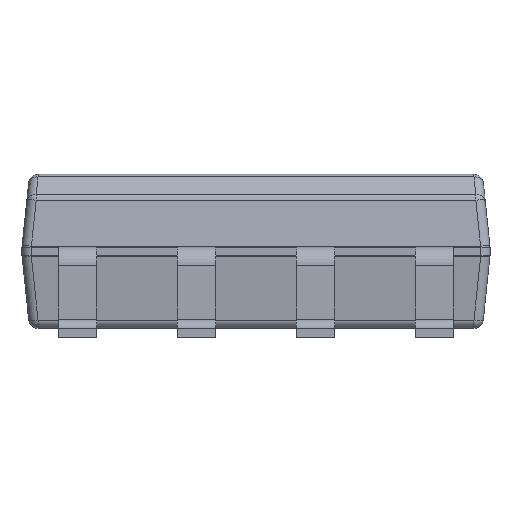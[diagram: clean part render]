
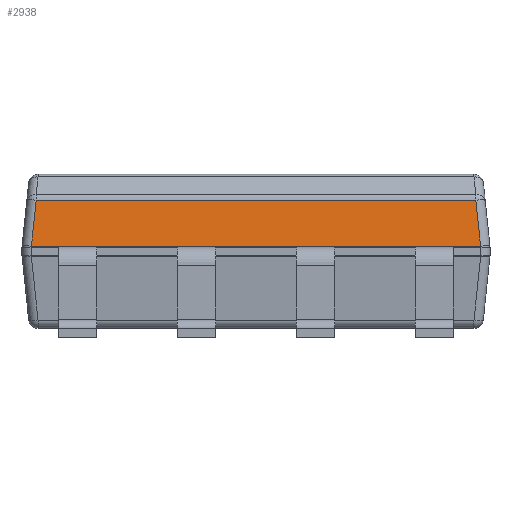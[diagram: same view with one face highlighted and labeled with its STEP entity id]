
A CAD part, left-side view. The second image highlights one B-rep face of the part: STEP entity #2938.
In plain terms, the highlighted planar face has unit normal (-0.995, 0, 0.104).
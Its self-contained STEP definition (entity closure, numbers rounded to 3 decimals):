
#1273 = CARTESIAN_POINT ( 'NONE',  ( 0.001, 0., 0.98 ) ) ;
#1348 = ORIENTED_EDGE ( 'NONE', *, *, #16625, .F. ) ;
#2385 = EDGE_CURVE ( 'NONE', #3389, #20840, #15655, .T. ) ;
#2754 = CARTESIAN_POINT ( 'NONE',  ( 0., 0., 0.975 ) ) ;
#2869 = DIRECTION ( 'NONE',  ( -0.995, 0., 0.105 ) ) ;
#2938 = ADVANCED_FACE ( 'NONE', ( #8052 ), #6067, .T. ) ;
#2947 = VERTEX_POINT ( 'NONE', #9786 ) ;
#3063 = EDGE_CURVE ( 'NONE', #2947, #17897, #16936, .T. ) ;
#3389 = VERTEX_POINT ( 'NONE', #4907 ) ;
#3902 = ORIENTED_EDGE ( 'NONE', *, *, #2385, .T. ) ;
#4817 = VECTOR ( 'NONE', #7195, 1000. ) ;
#4907 = CARTESIAN_POINT ( 'NONE',  ( 0.052, 0.152, 1.471 ) ) ;
#6067 = PLANE ( 'NONE',  #18825 ) ;
#6124 = VECTOR ( 'NONE', #10492, 1000. ) ;
#6853 = CARTESIAN_POINT ( 'NONE',  ( 0.052, 0.056, 1.471 ) ) ;
#7017 = CARTESIAN_POINT ( 'NONE',  ( -0.001, 0.098, 0.965 ) ) ;
#7195 = DIRECTION ( 'NONE',  ( 0.104, -0.104, 0.989 ) ) ;
#8052 = FACE_OUTER_BOUND ( 'NONE', #15055, .T. ) ;
#9066 = CARTESIAN_POINT ( 'NONE',  ( -0.001, 4.902, 0.965 ) ) ;
#9786 = CARTESIAN_POINT ( 'NONE',  ( 0.001, 0.1, 0.98 ) ) ;
#10132 = EDGE_CURVE ( 'NONE', #2947, #3389, #19585, .T. ) ;
#10492 = DIRECTION ( 'NONE',  ( 0.104, 0.104, 0.989 ) ) ;
#11236 = VECTOR ( 'NONE', #19308, 1000. ) ;
#11971 = ORIENTED_EDGE ( 'NONE', *, *, #10132, .T. ) ;
#12779 = CARTESIAN_POINT ( 'NONE',  ( 0.052, 4.848, 1.471 ) ) ;
#14806 = LINE ( 'NONE', #9066, #4817 ) ;
#15055 = EDGE_LOOP ( 'NONE', ( #19767, #11971, #3902, #1348 ) ) ;
#15655 = LINE ( 'NONE', #6853, #11236 ) ;
#16584 = DIRECTION ( 'NONE',  ( 0., 1., 0. ) ) ;
#16625 = EDGE_CURVE ( 'NONE', #17897, #20840, #14806, .T. ) ;
#16936 = LINE ( 'NONE', #1273, #19216 ) ;
#17897 = VERTEX_POINT ( 'NONE', #22473 ) ;
#18825 = AXIS2_PLACEMENT_3D ( 'NONE', #2754, #2869, #16584 ) ;
#19216 = VECTOR ( 'NONE', #22405, 1000. ) ;
#19308 = DIRECTION ( 'NONE',  ( 0., 1., 0. ) ) ;
#19585 = LINE ( 'NONE', #7017, #6124 ) ;
#19767 = ORIENTED_EDGE ( 'NONE', *, *, #3063, .F. ) ;
#20840 = VERTEX_POINT ( 'NONE', #12779 ) ;
#22405 = DIRECTION ( 'NONE',  ( 0., 1., 0. ) ) ;
#22473 = CARTESIAN_POINT ( 'NONE',  ( 0.001, 4.9, 0.98 ) ) ;
